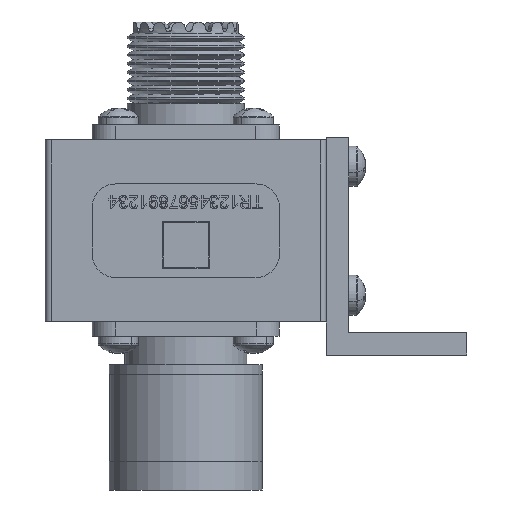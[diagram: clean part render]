
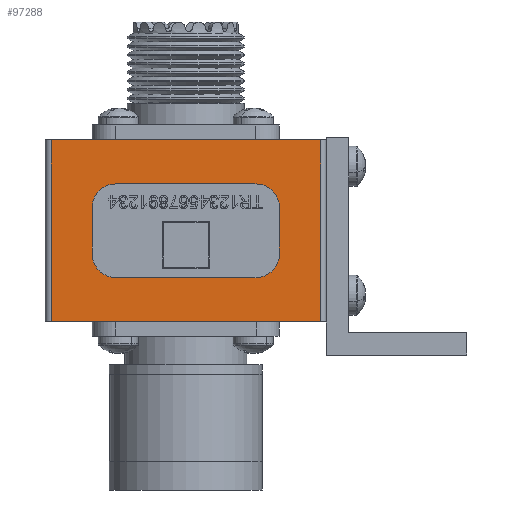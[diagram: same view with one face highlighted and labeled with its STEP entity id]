
A CAD part, front view. The second image highlights one B-rep face of the part: STEP entity #97288.
In plain terms, the highlighted planar face has unit normal (0, -1, 0).
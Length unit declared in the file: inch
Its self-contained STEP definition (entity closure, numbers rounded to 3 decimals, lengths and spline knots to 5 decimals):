
#1876 = DIRECTION ( 'NONE',  ( 0., 0., -1. ) ) ;
#3696 = CARTESIAN_POINT ( 'NONE',  ( 0., 0., 0. ) ) ;
#4376 = VERTEX_POINT ( 'NONE', #99671 ) ;
#12991 = CARTESIAN_POINT ( 'NONE',  ( 1.47, 0., 0. ) ) ;
#24032 = EDGE_CURVE ( 'NONE', #66697, #38941, #51952, .T. ) ;
#35017 = FACE_OUTER_BOUND ( 'NONE', #80525, .T. ) ;
#38552 = ORIENTED_EDGE ( 'NONE', *, *, #115103, .T. ) ;
#38941 = VERTEX_POINT ( 'NONE', #58795 ) ;
#38988 = DIRECTION ( 'NONE',  ( 1., 0., 0. ) ) ;
#39570 = EDGE_CURVE ( 'NONE', #121379, #66697, #42896, .T. ) ;
#40888 = VECTOR ( 'NONE', #52178, 39.37008 ) ;
#42896 = LINE ( 'NONE', #3696, #40888 ) ;
#44320 = PLANE ( 'NONE',  #57982 ) ;
#47746 = EDGE_CURVE ( 'NONE', #4376, #38941, #106577, .T. ) ;
#51952 = LINE ( 'NONE', #99070, #104637 ) ;
#52178 = DIRECTION ( 'NONE',  ( 1., 0., 0. ) ) ;
#56108 = DIRECTION ( 'NONE',  ( 0., 0., 1. ) ) ;
#57982 = AXIS2_PLACEMENT_3D ( 'NONE', #65402, #93870, #56108 ) ;
#58525 = CARTESIAN_POINT ( 'NONE',  ( 0.03, 0., 0.97 ) ) ;
#58795 = CARTESIAN_POINT ( 'NONE',  ( 1.47, 0., 0.97 ) ) ;
#65402 = CARTESIAN_POINT ( 'NONE',  ( 0., 0., 0.97 ) ) ;
#65660 = ORIENTED_EDGE ( 'NONE', *, *, #47746, .F. ) ;
#65973 = LINE ( 'NONE', #58525, #109080 ) ;
#66697 = VERTEX_POINT ( 'NONE', #12991 ) ;
#76476 = ORIENTED_EDGE ( 'NONE', *, *, #39570, .T. ) ;
#76829 = CARTESIAN_POINT ( 'NONE',  ( 0., 0., 0.97 ) ) ;
#80525 = EDGE_LOOP ( 'NONE', ( #76476, #99885, #65660, #38552 ) ) ;
#93870 = DIRECTION ( 'NONE',  ( 0., 1., 0. ) ) ;
#97288 = ADVANCED_FACE ( 'NONE', ( #35017 ), #44320, .F. ) ;
#99070 = CARTESIAN_POINT ( 'NONE',  ( 1.47, 0., 0.97 ) ) ;
#99671 = CARTESIAN_POINT ( 'NONE',  ( 0.03, 0., 0.97 ) ) ;
#99693 = DIRECTION ( 'NONE',  ( 0., 0., 1. ) ) ;
#99885 = ORIENTED_EDGE ( 'NONE', *, *, #24032, .T. ) ;
#104637 = VECTOR ( 'NONE', #99693, 39.37008 ) ;
#106577 = LINE ( 'NONE', #76829, #119481 ) ;
#109080 = VECTOR ( 'NONE', #1876, 39.37008 ) ;
#111352 = CARTESIAN_POINT ( 'NONE',  ( 0.03, 0., 0. ) ) ;
#115103 = EDGE_CURVE ( 'NONE', #4376, #121379, #65973, .T. ) ;
#119481 = VECTOR ( 'NONE', #38988, 39.37008 ) ;
#121379 = VERTEX_POINT ( 'NONE', #111352 ) ;
